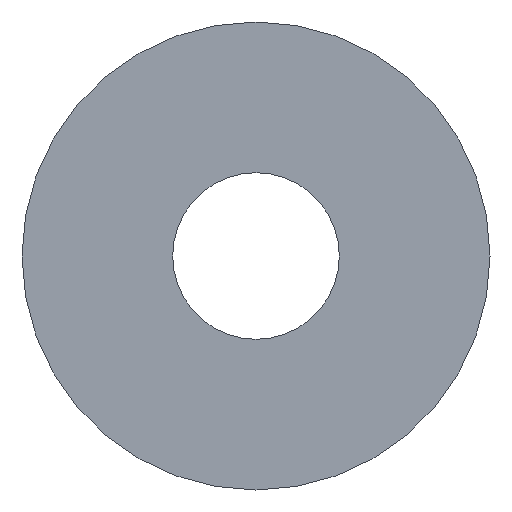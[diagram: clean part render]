
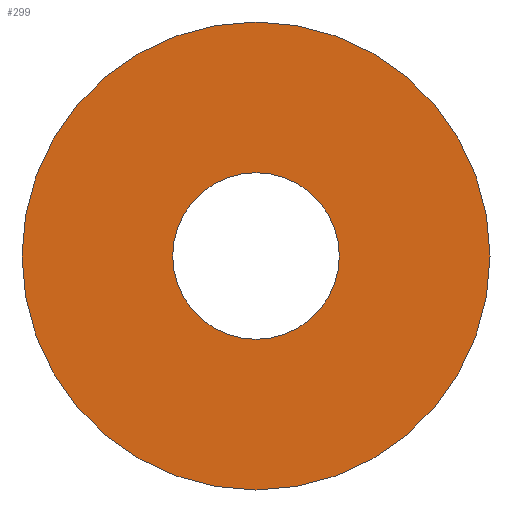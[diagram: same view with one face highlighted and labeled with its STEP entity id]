
A CAD part, left-side view. The second image highlights one B-rep face of the part: STEP entity #299.
In plain terms, the highlighted planar face has unit normal (-1, 0, 0).
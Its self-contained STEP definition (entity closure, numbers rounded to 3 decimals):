
#9 = AXIS2_PLACEMENT_3D ( 'NONE', #117, #292, #429 ) ;
#43 = CIRCLE ( 'NONE', #369, 5.9 ) ;
#89 = ORIENTED_EDGE ( 'NONE', *, *, #164, .T. ) ;
#117 = CARTESIAN_POINT ( 'NONE',  ( 0., 4., -6.928 ) ) ;
#164 = EDGE_CURVE ( 'NONE', #351, #351, #43, .T. ) ;
#168 = AXIS2_PLACEMENT_3D ( 'NONE', #271, #446, #263 ) ;
#225 = CARTESIAN_POINT ( 'NONE',  ( 0., 0., 5.9 ) ) ;
#253 = DIRECTION ( 'NONE',  ( 0., 0., 1. ) ) ;
#261 = VERTEX_POINT ( 'NONE', #527 ) ;
#263 = DIRECTION ( 'NONE',  ( 0., 0., -1. ) ) ;
#271 = CARTESIAN_POINT ( 'NONE',  ( 0., 0., 0. ) ) ;
#281 = CIRCLE ( 'NONE', #168, 2.1 ) ;
#292 = DIRECTION ( 'NONE',  ( 1., 0., 0. ) ) ;
#299 = ADVANCED_FACE ( 'NONE', ( #378, #389 ), #335, .F. ) ;
#302 = CARTESIAN_POINT ( 'NONE',  ( 0., 0., 0. ) ) ;
#322 = EDGE_LOOP ( 'NONE', ( #336 ) ) ;
#335 = PLANE ( 'NONE',  #9 ) ;
#336 = ORIENTED_EDGE ( 'NONE', *, *, #525, .T. ) ;
#350 = DIRECTION ( 'NONE',  ( -1., 0., 0. ) ) ;
#351 = VERTEX_POINT ( 'NONE', #225 ) ;
#364 = EDGE_LOOP ( 'NONE', ( #89 ) ) ;
#369 = AXIS2_PLACEMENT_3D ( 'NONE', #302, #350, #253 ) ;
#378 = FACE_BOUND ( 'NONE', #322, .T. ) ;
#389 = FACE_OUTER_BOUND ( 'NONE', #364, .T. ) ;
#429 = DIRECTION ( 'NONE',  ( 0., 0., -1. ) ) ;
#446 = DIRECTION ( 'NONE',  ( 1., 0., 0. ) ) ;
#525 = EDGE_CURVE ( 'NONE', #261, #261, #281, .T. ) ;
#527 = CARTESIAN_POINT ( 'NONE',  ( 0., 0., -2.1 ) ) ;
